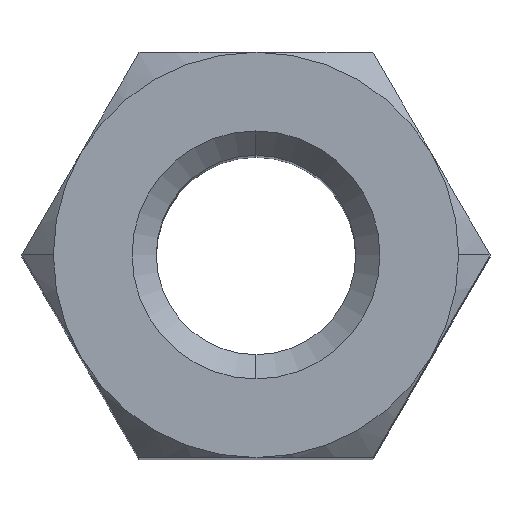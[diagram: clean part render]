
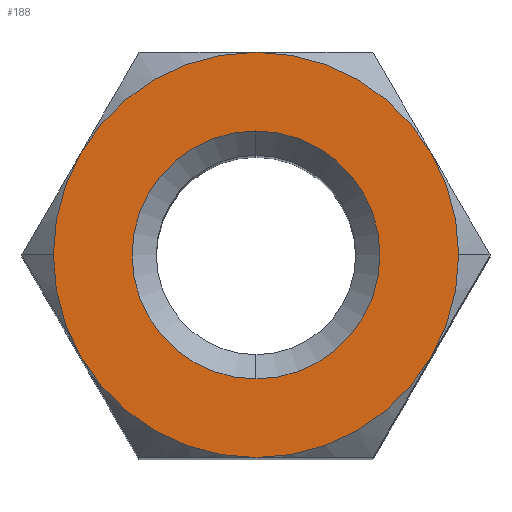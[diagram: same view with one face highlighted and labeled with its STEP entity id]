
A CAD part, top view. The second image highlights one B-rep face of the part: STEP entity #188.
In plain terms, the highlighted planar face has unit normal (0, 0, 1).
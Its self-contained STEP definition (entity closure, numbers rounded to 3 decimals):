
#32=CARTESIAN_POINT('',(0.,-2.5,7.5));
#33=VERTEX_POINT('',#32);
#47=CARTESIAN_POINT('',(-2.165,-1.25,7.5));
#48=VERTEX_POINT('',#47);
#49=CARTESIAN_POINT('',(0.,0.,7.5));
#50=DIRECTION('',(0.,0.,-1.));
#51=DIRECTION('',(1.,0.,0.));
#52=AXIS2_PLACEMENT_3D('',#49,#50,#51);
#53=CIRCLE('',#52,2.5);
#54=EDGE_CURVE('',#33,#48,#53,.T.);
#75=CARTESIAN_POINT('',(2.165,-1.25,7.5));
#76=VERTEX_POINT('',#75);
#88=CARTESIAN_POINT('',(0.,0.,7.5));
#89=DIRECTION('',(0.,0.,-1.));
#90=DIRECTION('',(1.,0.,0.));
#91=AXIS2_PLACEMENT_3D('',#88,#89,#90);
#92=CIRCLE('',#91,2.5);
#93=EDGE_CURVE('',#76,#33,#92,.T.);
#107=CARTESIAN_POINT('',(0.,0.,7.5));
#108=DIRECTION('',(0.,0.,1.));
#109=DIRECTION('',(1.,0.,0.));
#110=AXIS2_PLACEMENT_3D('',#107,#108,#109);
#111=PLANE('',#110);
#112=CARTESIAN_POINT('',(-0.,1.53,7.5));
#113=VERTEX_POINT('',#112);
#114=CARTESIAN_POINT('',(-0.,-1.53,7.5));
#115=VERTEX_POINT('',#114);
#116=CARTESIAN_POINT('',(0.,0.,7.5));
#117=DIRECTION('',(0.,0.,-1.));
#118=DIRECTION('',(0.,1.,0.));
#119=AXIS2_PLACEMENT_3D('',#116,#117,#118);
#120=CIRCLE('',#119,1.53);
#121=EDGE_CURVE('',#113,#115,#120,.T.);
#122=ORIENTED_EDGE('',*,*,#121,.T.);
#123=CARTESIAN_POINT('',(0.,0.,7.5));
#124=DIRECTION('',(0.,0.,-1.));
#125=DIRECTION('',(0.,1.,0.));
#126=AXIS2_PLACEMENT_3D('',#123,#124,#125);
#127=CIRCLE('',#126,1.53);
#128=EDGE_CURVE('',#115,#113,#127,.T.);
#129=ORIENTED_EDGE('',*,*,#128,.T.);
#130=EDGE_LOOP('',(#122,#129));
#131=FACE_BOUND('',#130,.T.);
#132=ORIENTED_EDGE('',*,*,#93,.F.);
#133=CARTESIAN_POINT('',(2.5,0.,7.5));
#134=VERTEX_POINT('',#133);
#135=CARTESIAN_POINT('',(0.,0.,7.5));
#136=DIRECTION('',(0.,0.,-1.));
#137=DIRECTION('',(1.,0.,0.));
#138=AXIS2_PLACEMENT_3D('',#135,#136,#137);
#139=CIRCLE('',#138,2.5);
#140=EDGE_CURVE('',#134,#76,#139,.T.);
#141=ORIENTED_EDGE('',*,*,#140,.F.);
#142=CARTESIAN_POINT('',(2.165,1.25,7.5));
#143=VERTEX_POINT('',#142);
#144=CARTESIAN_POINT('',(0.,0.,7.5));
#145=DIRECTION('',(0.,0.,-1.));
#146=DIRECTION('',(1.,0.,0.));
#147=AXIS2_PLACEMENT_3D('',#144,#145,#146);
#148=CIRCLE('',#147,2.5);
#149=EDGE_CURVE('',#143,#134,#148,.T.);
#150=ORIENTED_EDGE('',*,*,#149,.F.);
#151=CARTESIAN_POINT('',(-0.,2.5,7.5));
#152=VERTEX_POINT('',#151);
#153=CARTESIAN_POINT('',(0.,0.,7.5));
#154=DIRECTION('',(0.,0.,-1.));
#155=DIRECTION('',(1.,0.,0.));
#156=AXIS2_PLACEMENT_3D('',#153,#154,#155);
#157=CIRCLE('',#156,2.5);
#158=EDGE_CURVE('',#152,#143,#157,.T.);
#159=ORIENTED_EDGE('',*,*,#158,.F.);
#160=CARTESIAN_POINT('',(-2.165,1.25,7.5));
#161=VERTEX_POINT('',#160);
#162=CARTESIAN_POINT('',(0.,0.,7.5));
#163=DIRECTION('',(0.,0.,1.));
#164=DIRECTION('',(1.,0.,-0.));
#165=AXIS2_PLACEMENT_3D('',#162,#163,#164);
#166=CIRCLE('',#165,2.5);
#167=EDGE_CURVE('',#152,#161,#166,.T.);
#168=ORIENTED_EDGE('',*,*,#167,.T.);
#169=CARTESIAN_POINT('',(-2.5,0.,7.5));
#170=VERTEX_POINT('',#169);
#171=CARTESIAN_POINT('',(0.,0.,7.5));
#172=DIRECTION('',(0.,0.,-1.));
#173=DIRECTION('',(1.,0.,0.));
#174=AXIS2_PLACEMENT_3D('',#171,#172,#173);
#175=CIRCLE('',#174,2.5);
#176=EDGE_CURVE('',#170,#161,#175,.T.);
#177=ORIENTED_EDGE('',*,*,#176,.F.);
#178=CARTESIAN_POINT('',(0.,0.,7.5));
#179=DIRECTION('',(0.,0.,-1.));
#180=DIRECTION('',(1.,0.,0.));
#181=AXIS2_PLACEMENT_3D('',#178,#179,#180);
#182=CIRCLE('',#181,2.5);
#183=EDGE_CURVE('',#48,#170,#182,.T.);
#184=ORIENTED_EDGE('',*,*,#183,.F.);
#185=ORIENTED_EDGE('',*,*,#54,.F.);
#186=EDGE_LOOP('',(#132,#141,#150,#159,#168,#177,#184,#185));
#187=FACE_BOUND('',#186,.T.);
#188=ADVANCED_FACE('',(#131,#187),#111,.T.);
